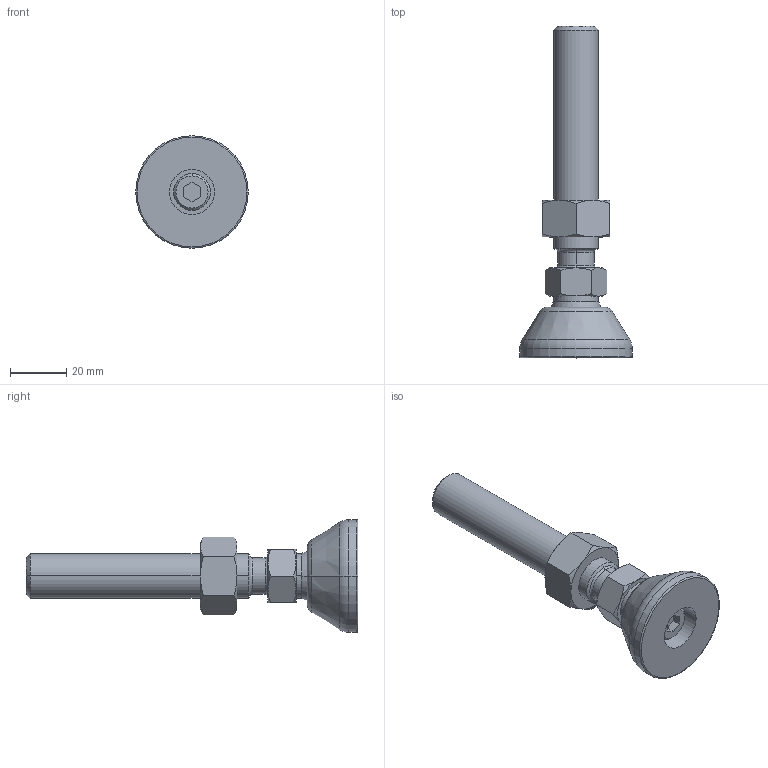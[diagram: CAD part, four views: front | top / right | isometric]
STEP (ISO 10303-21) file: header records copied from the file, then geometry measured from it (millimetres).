
FILE_DESCRIPTION(('Creo Elements/Direct Modeling STEP Export'),'2;1');
FILE_NAME('44.0245.2.oF_Gelenkfuß-MMS-44_40-M16-118mm-ST.stp','2022-03-21T 8:59:01',(''),(''),'PTC Creo Elements/Direct Modeling STEP processor for AP214 (Solid Model)','PTC Creo Elements/Direct Modeling 19.0C 15-Aug-2015 (C) Parametric Technology GmbH','');
FILE_SCHEMA(('AUTOMOTIVE_DESIGN { 1 0 10303 214 1 1 1 1 }'));
Length unit declared in the file: millimetre
Products named in the file (5): Fußteller_40x18mm_96.7300_PX171651.02; Sechskantmutter-DIN934_M16-8.8-verz_11506_PX171652.02; Fußspindel_M16x110_96.7010_PX171649.02; Zylinderschraube-DIN6912_M8x16-8.8-verz_10099_PX171657.02; Gelenkfuß-MMS-44_40-M16-118mm-ST_44.0245.2.oF_PX173548
Assembly tree (4 placements, depth 2):
  Gelenkfuß-MMS-44_40-M16-118mm-ST_44.0245.2.oF_PX173548
    Zylinderschraube-DIN6912_M8x16-8.8-verz_10099_PX171657.02
    Fußspindel_M16x110_96.7010_PX171649.02
    Sechskantmutter-DIN934_M16-8.8-verz_11506_PX171652.02
    Fußteller_40x18mm_96.7300_PX171651.02
Bounding box: 40 x 118 x 40 mm (x, y, z)
Volume: 40664 mm3; surface area: 14207.5 mm2
Topology: 4 solids, 4 shells, 114 faces, 243 edges, 142 vertices
Faces by surface type: cone 42, plane 32, cylinder 26, torus 10, sphere 4
Entity records: 4546 total; most frequent: CARTESIAN_POINT 2169, ORIENTED_EDGE 482, DIRECTION 392, EDGE_CURVE 241, AXIS2_PLACEMENT_3D 159, VERTEX_POINT 142, EDGE_LOOP 125, FACE_OUTER_BOUND 114
